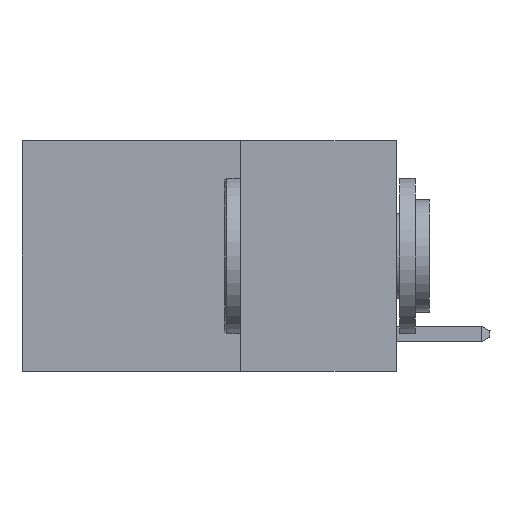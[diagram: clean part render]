
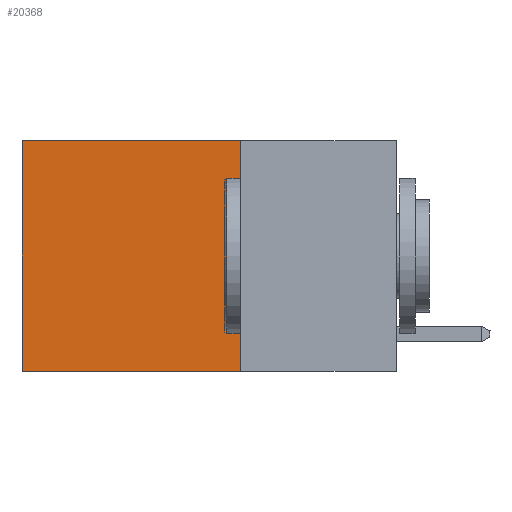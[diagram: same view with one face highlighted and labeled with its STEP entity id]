
A CAD part, left-side view. The second image highlights one B-rep face of the part: STEP entity #20368.
In plain terms, the highlighted planar face has unit normal (-1, 0, 0).
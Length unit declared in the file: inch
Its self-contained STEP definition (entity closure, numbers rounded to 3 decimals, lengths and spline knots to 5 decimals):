
#1478 = CARTESIAN_POINT ( 'NONE',  ( 0.2625, 0.6, 0. ) ) ;
#1940 = VERTEX_POINT ( 'NONE', #9421 ) ;
#2203 = VECTOR ( 'NONE', #15830, 39.37008 ) ;
#3182 = DIRECTION ( 'NONE',  ( 0., 0., -1. ) ) ;
#3437 = DIRECTION ( 'NONE',  ( 0., 0., -1. ) ) ;
#4227 = VECTOR ( 'NONE', #14156, 39.37008 ) ;
#4633 = CARTESIAN_POINT ( 'NONE',  ( 0.2625, 0.25, 0. ) ) ;
#5012 = ORIENTED_EDGE ( 'NONE', *, *, #20436, .T. ) ;
#5045 = PLANE ( 'NONE',  #21787 ) ;
#5487 = CARTESIAN_POINT ( 'NONE',  ( 0.2625, 0.25, 0. ) ) ;
#6595 = CARTESIAN_POINT ( 'NONE',  ( 0.2625, 0.6, 0. ) ) ;
#7350 = LINE ( 'NONE', #21473, #2203 ) ;
#7448 = VECTOR ( 'NONE', #3437, 39.37008 ) ;
#8304 = EDGE_CURVE ( 'NONE', #1940, #12550, #11918, .T. ) ;
#9191 = CARTESIAN_POINT ( 'NONE',  ( 0.2625, 0.25, -0.37 ) ) ;
#9229 = FACE_OUTER_BOUND ( 'NONE', #20786, .T. ) ;
#9421 = CARTESIAN_POINT ( 'NONE',  ( 0.2625, 0.25, -0.37 ) ) ;
#10179 = ORIENTED_EDGE ( 'NONE', *, *, #12588, .T. ) ;
#10537 = ORIENTED_EDGE ( 'NONE', *, *, #8304, .F. ) ;
#11285 = VERTEX_POINT ( 'NONE', #6595 ) ;
#11324 = VECTOR ( 'NONE', #18710, 39.37008 ) ;
#11918 = LINE ( 'NONE', #9191, #11324 ) ;
#12550 = VERTEX_POINT ( 'NONE', #19684 ) ;
#12588 = EDGE_CURVE ( 'NONE', #14068, #11285, #20087, .T. ) ;
#14068 = VERTEX_POINT ( 'NONE', #5487 ) ;
#14156 = DIRECTION ( 'NONE',  ( 0., 1., 0. ) ) ;
#14342 = EDGE_CURVE ( 'NONE', #14068, #1940, #7350, .T. ) ;
#14657 = DIRECTION ( 'NONE',  ( 1., 0., 0. ) ) ;
#15830 = DIRECTION ( 'NONE',  ( 0., 0., -1. ) ) ;
#17590 = LINE ( 'NONE', #1478, #7448 ) ;
#18710 = DIRECTION ( 'NONE',  ( 0., 1., 0. ) ) ;
#19684 = CARTESIAN_POINT ( 'NONE',  ( 0.2625, 0.6, -0.37 ) ) ;
#19692 = ORIENTED_EDGE ( 'NONE', *, *, #14342, .F. ) ;
#20087 = LINE ( 'NONE', #4633, #4227 ) ;
#20368 = ADVANCED_FACE ( 'NONE', ( #9229 ), #5045, .F. ) ;
#20436 = EDGE_CURVE ( 'NONE', #11285, #12550, #17590, .T. ) ;
#20786 = EDGE_LOOP ( 'NONE', ( #5012, #10537, #19692, #10179 ) ) ;
#21473 = CARTESIAN_POINT ( 'NONE',  ( 0.2625, 0.25, 0. ) ) ;
#21787 = AXIS2_PLACEMENT_3D ( 'NONE', #24117, #14657, #3182 ) ;
#24117 = CARTESIAN_POINT ( 'NONE',  ( 0.2625, 0.25, 0. ) ) ;
